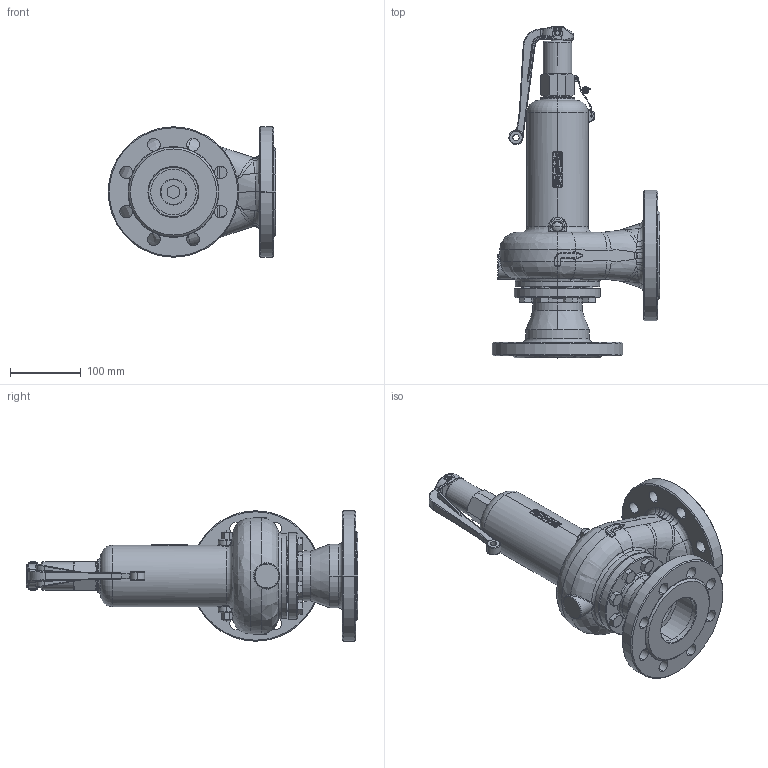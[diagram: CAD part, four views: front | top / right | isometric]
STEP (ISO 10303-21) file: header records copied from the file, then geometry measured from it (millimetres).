
FILE_DESCRIPTION (( 'STEP AP203' ), '1' );
FILE_NAME ('Typ 3 BG III.STEP', '2017-12-15T07:12:18', ( '' ), ( '' ), 'SwSTEP 2.0', 'SolidWorks 2016', '' );
FILE_SCHEMA (( 'CONFIG_CONTROL_DESIGN' ));
Products named in the file (1): Typ 3 BG III
Bounding box: 237.5 x 470.5 x 185 mm (x, y, z)
Volume: 2908318.4 mm3; surface area: 722364.7 mm2
Topology: 44 solids, 44 shells, 2546 faces, 6460 edges, 4050 vertices
Faces by surface type: plane 810, bspline 792, cylinder 552, cone 207, torus 177, sphere 8
Entity records: 126450 total; most frequent: CARTESIAN_POINT 71069, ORIENTED_EDGE 12840, DIRECTION 9403, EDGE_CURVE 6420, VERTEX_POINT 4050, AXIS2_PLACEMENT_3D 3393, EDGE_LOOP 2746, VECTOR 2617
